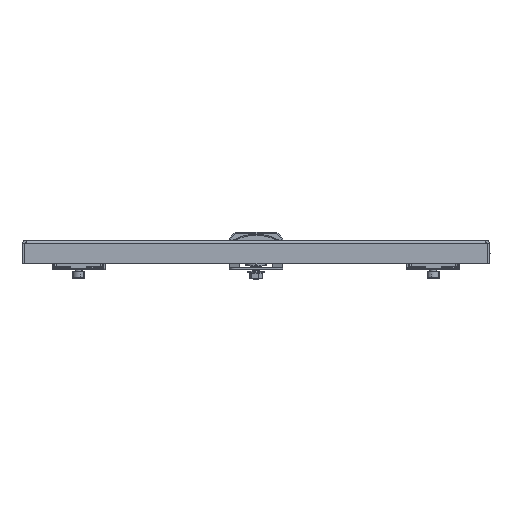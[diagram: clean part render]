
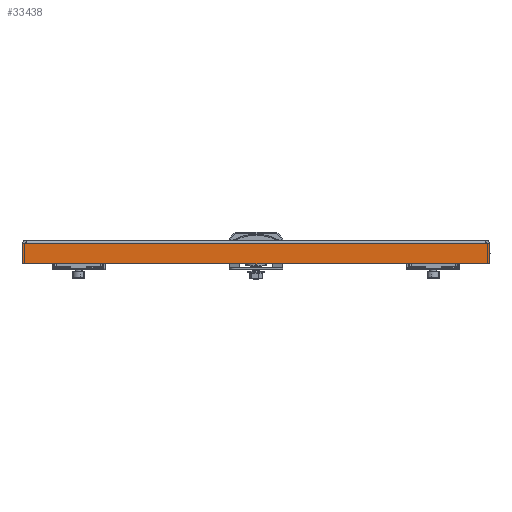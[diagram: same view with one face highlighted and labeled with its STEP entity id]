
A CAD part, left-side view. The second image highlights one B-rep face of the part: STEP entity #33438.
In plain terms, the highlighted planar face has unit normal (-1, 0, 0).
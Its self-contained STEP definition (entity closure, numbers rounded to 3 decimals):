
#7588 = LINE ( 'NONE', #10323, #7600 ) ;
#7590 = LINE ( 'NONE', #10335, #7596 ) ;
#7596 = VECTOR ( 'NONE', #10338, 1000. ) ;
#7600 = VECTOR ( 'NONE', #10341, 1000. ) ;
#7606 = LINE ( 'NONE', #10359, #7612 ) ;
#7612 = VECTOR ( 'NONE', #10365, 1000. ) ;
#7614 = LINE ( 'NONE', #10362, #7628 ) ;
#7622 = LINE ( 'NONE', #10371, #7640 ) ;
#7628 = VECTOR ( 'NONE', #10385, 1000. ) ;
#7640 = VECTOR ( 'NONE', #10401, 1000. ) ;
#7646 = LINE ( 'NONE', #10417, #7652 ) ;
#7652 = VECTOR ( 'NONE', #10422, 1000. ) ;
#10323 = CARTESIAN_POINT ( 'NONE',  ( -297., -197.5, -3. ) ) ;
#10335 = CARTESIAN_POINT ( 'NONE',  ( -297., -197.5, -3. ) ) ;
#10338 = DIRECTION ( 'NONE',  ( 0., -1., 0. ) ) ;
#10341 = DIRECTION ( 'NONE',  ( 0., -1., 0. ) ) ;
#10359 = CARTESIAN_POINT ( 'NONE',  ( -297., 197.5, 0. ) ) ;
#10362 = CARTESIAN_POINT ( 'NONE',  ( -297., -197.5, 0. ) ) ;
#10365 = DIRECTION ( 'NONE',  ( 0., 0., -1. ) ) ;
#10371 = CARTESIAN_POINT ( 'NONE',  ( -297., 0., -20. ) ) ;
#10385 = DIRECTION ( 'NONE',  ( 0., 0., 1. ) ) ;
#10401 = DIRECTION ( 'NONE',  ( 0., -1., 0. ) ) ;
#10417 = CARTESIAN_POINT ( 'NONE',  ( -297., -197.5, -3. ) ) ;
#10422 = DIRECTION ( 'NONE',  ( 0., -1., 0. ) ) ;
#12884 = CARTESIAN_POINT ( 'NONE',  ( -297., 0., 0. ) ) ;
#12891 = PLANE ( 'NONE',  #17784 ) ;
#12893 = DIRECTION ( 'NONE',  ( 1., 0., 0. ) ) ;
#12894 = DIRECTION ( 'NONE',  ( 0., 0., -1. ) ) ;
#14872 = EDGE_CURVE ( 'NONE', #30283, #30282, #7590, .T. ) ;
#14873 = EDGE_CURVE ( 'NONE', #30279, #30127, #7588, .T. ) ;
#14876 = EDGE_CURVE ( 'NONE', #30283, #30320, #7606, .T. ) ;
#14880 = EDGE_CURVE ( 'NONE', #30277, #30127, #7614, .T. ) ;
#14883 = EDGE_CURVE ( 'NONE', #30320, #30277, #7622, .T. ) ;
#14886 = EDGE_CURVE ( 'NONE', #30282, #30279, #7646, .T. ) ;
#17784 = AXIS2_PLACEMENT_3D ( 'NONE', #12884, #12893, #12894 ) ;
#17848 = ORIENTED_EDGE ( 'NONE', *, *, #14886, .F. ) ;
#17849 = ORIENTED_EDGE ( 'NONE', *, *, #14873, .F. ) ;
#17850 = ORIENTED_EDGE ( 'NONE', *, *, #14880, .T. ) ;
#17851 = ORIENTED_EDGE ( 'NONE', *, *, #14883, .T. ) ;
#17853 = ORIENTED_EDGE ( 'NONE', *, *, #14876, .T. ) ;
#17854 = ORIENTED_EDGE ( 'NONE', *, *, #14872, .F. ) ;
#18641 = FACE_OUTER_BOUND ( 'NONE', #30891, .T. ) ;
#26610 = CARTESIAN_POINT ( 'NONE',  ( -297., -197.5, -3. ) ) ;
#26760 = CARTESIAN_POINT ( 'NONE',  ( -297., -197.5, -20. ) ) ;
#26762 = CARTESIAN_POINT ( 'NONE',  ( -297., -194.5, -3. ) ) ;
#26765 = CARTESIAN_POINT ( 'NONE',  ( -297., 194.5, -3. ) ) ;
#26766 = CARTESIAN_POINT ( 'NONE',  ( -297., 197.5, -3. ) ) ;
#26803 = CARTESIAN_POINT ( 'NONE',  ( -297., 197.5, -20. ) ) ;
#30127 = VERTEX_POINT ( 'NONE', #26610 ) ;
#30277 = VERTEX_POINT ( 'NONE', #26760 ) ;
#30279 = VERTEX_POINT ( 'NONE', #26762 ) ;
#30282 = VERTEX_POINT ( 'NONE', #26765 ) ;
#30283 = VERTEX_POINT ( 'NONE', #26766 ) ;
#30320 = VERTEX_POINT ( 'NONE', #26803 ) ;
#30891 = EDGE_LOOP ( 'NONE', ( #17854, #17853, #17851, #17850, #17849, #17848 ) ) ;
#33438 = ADVANCED_FACE ( 'NONE', ( #18641 ), #12891, .F. ) ;
